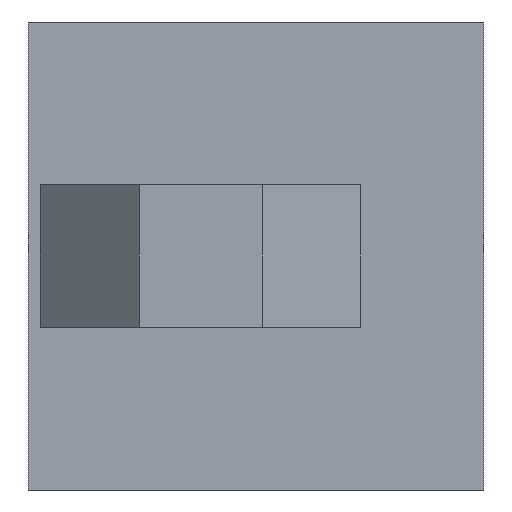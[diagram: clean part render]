
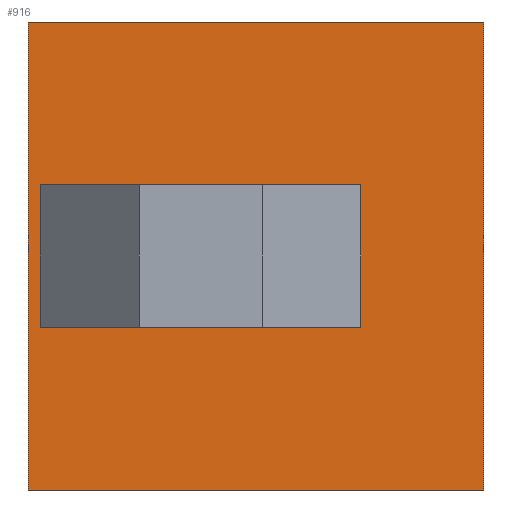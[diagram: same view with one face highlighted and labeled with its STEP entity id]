
A CAD part, left-side view. The second image highlights one B-rep face of the part: STEP entity #916.
In plain terms, the highlighted planar face has unit normal (-1, 0, 0).
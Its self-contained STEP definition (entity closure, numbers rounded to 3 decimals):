
#40=FACE_BOUND('',#132,.T.);
#51=CIRCLE('',#1028,2.5);
#52=CIRCLE('',#1029,2.5);
#79=FACE_OUTER_BOUND('',#131,.T.);
#131=EDGE_LOOP('',(#620,#621,#622,#623));
#132=EDGE_LOOP('',(#624,#625,#626,#627,#628,#629));
#193=LINE('',#1384,#296);
#197=LINE('',#1393,#300);
#198=LINE('',#1395,#301);
#199=LINE('',#1397,#302);
#200=LINE('',#1398,#303);
#201=LINE('',#1400,#304);
#202=LINE('',#1404,#305);
#203=LINE('',#1406,#306);
#296=VECTOR('',#1114,2.5);
#300=VECTOR('',#1120,18.5);
#301=VECTOR('',#1121,19.);
#302=VECTOR('',#1122,18.5);
#303=VECTOR('',#1123,19.);
#304=VECTOR('',#1124,3.8);
#305=VECTOR('',#1127,2.5);
#306=VECTOR('',#1128,3.8);
#399=VERTEX_POINT('',#1382);
#400=VERTEX_POINT('',#1383);
#403=VERTEX_POINT('',#1391);
#404=VERTEX_POINT('',#1392);
#405=VERTEX_POINT('',#1394);
#406=VERTEX_POINT('',#1396);
#407=VERTEX_POINT('',#1399);
#408=VERTEX_POINT('',#1401);
#409=VERTEX_POINT('',#1403);
#410=VERTEX_POINT('',#1405);
#486=EDGE_CURVE('',#399,#400,#193,.T.);
#490=EDGE_CURVE('',#403,#404,#197,.T.);
#491=EDGE_CURVE('',#405,#404,#198,.T.);
#492=EDGE_CURVE('',#406,#405,#199,.T.);
#493=EDGE_CURVE('',#406,#403,#200,.T.);
#494=EDGE_CURVE('',#407,#399,#201,.T.);
#495=EDGE_CURVE('',#408,#407,#51,.T.);
#496=EDGE_CURVE('',#409,#408,#202,.T.);
#497=EDGE_CURVE('',#410,#409,#203,.T.);
#498=EDGE_CURVE('',#400,#410,#52,.T.);
#620=ORIENTED_EDGE('',*,*,#490,.T.);
#621=ORIENTED_EDGE('',*,*,#491,.F.);
#622=ORIENTED_EDGE('',*,*,#492,.F.);
#623=ORIENTED_EDGE('',*,*,#493,.T.);
#624=ORIENTED_EDGE('',*,*,#494,.F.);
#625=ORIENTED_EDGE('',*,*,#495,.F.);
#626=ORIENTED_EDGE('',*,*,#496,.F.);
#627=ORIENTED_EDGE('',*,*,#497,.F.);
#628=ORIENTED_EDGE('',*,*,#498,.F.);
#629=ORIENTED_EDGE('',*,*,#486,.F.);
#877=PLANE('',#1027);
#916=ADVANCED_FACE('',(#79,#40),#877,.F.);
#1027=AXIS2_PLACEMENT_3D('',#1390,#1118,#1119);
#1028=AXIS2_PLACEMENT_3D('',#1402,#1125,#1126);
#1029=AXIS2_PLACEMENT_3D('',#1407,#1129,#1130);
#1114=DIRECTION('',(0.,0.,-1.));
#1118=DIRECTION('center_axis',(1.,0.,0.));
#1119=DIRECTION('ref_axis',(0.,0.,-1.));
#1120=DIRECTION('',(0.,-1.,0.));
#1121=DIRECTION('',(0.,0.,-1.));
#1122=DIRECTION('',(0.,-1.,0.));
#1123=DIRECTION('',(0.,0.,-1.));
#1124=DIRECTION('',(0.,1.,0.));
#1125=DIRECTION('center_axis',(-1.,0.,0.));
#1126=DIRECTION('ref_axis',(0.,1.,0.));
#1127=DIRECTION('',(0.,0.,1.));
#1128=DIRECTION('',(0.,-1.,0.));
#1129=DIRECTION('center_axis',(-1.,0.,0.));
#1130=DIRECTION('ref_axis',(0.,-1.,0.));
#1382=CARTESIAN_POINT('',(0.,-3.85,12.));
#1383=CARTESIAN_POINT('',(0.,-3.85,9.5));
#1384=CARTESIAN_POINT('',(0.,-3.85,12.));
#1390=CARTESIAN_POINT('Origin',(0.,0.,19.));
#1391=CARTESIAN_POINT('',(0.,0.,0.));
#1392=CARTESIAN_POINT('',(0.,-18.5,0.));
#1393=CARTESIAN_POINT('',(0.,0.,0.));
#1394=CARTESIAN_POINT('',(0.,-18.5,19.));
#1395=CARTESIAN_POINT('',(0.,-18.5,19.));
#1396=CARTESIAN_POINT('',(0.,0.,19.));
#1397=CARTESIAN_POINT('',(0.,0.,19.));
#1398=CARTESIAN_POINT('',(0.,0.,19.));
#1399=CARTESIAN_POINT('',(0.,-7.65,12.));
#1400=CARTESIAN_POINT('',(0.,-7.65,12.));
#1401=CARTESIAN_POINT('',(0.,-10.15,9.5));
#1402=CARTESIAN_POINT('Origin',(0.,-7.65,9.5));
#1403=CARTESIAN_POINT('',(0.,-10.15,7.));
#1404=CARTESIAN_POINT('',(0.,-10.15,7.));
#1405=CARTESIAN_POINT('',(0.,-6.35,7.));
#1406=CARTESIAN_POINT('',(0.,-6.35,7.));
#1407=CARTESIAN_POINT('Origin',(0.,-6.35,9.5));
